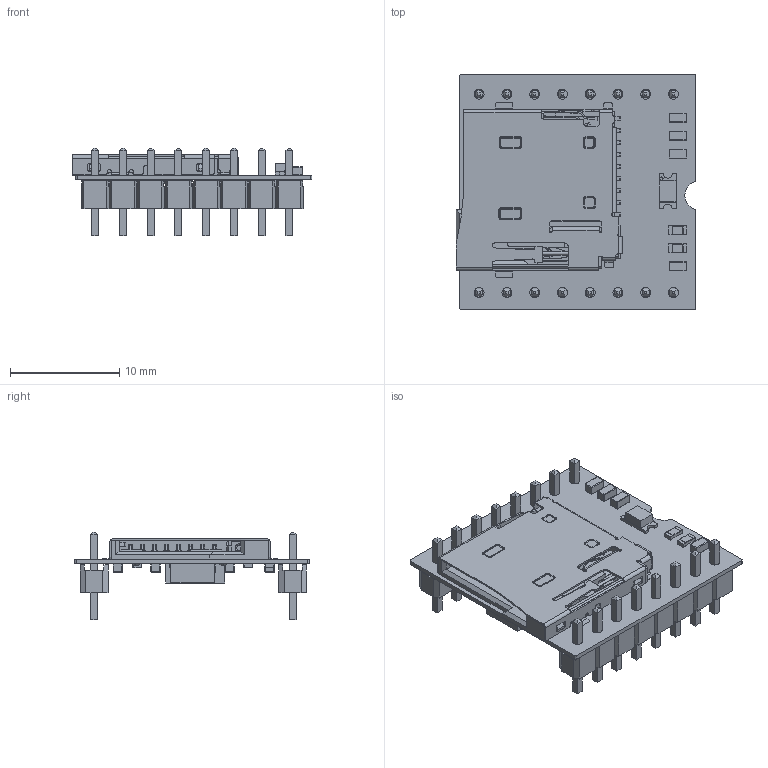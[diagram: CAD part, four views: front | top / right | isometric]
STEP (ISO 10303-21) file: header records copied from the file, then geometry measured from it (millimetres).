
FILE_DESCRIPTION(('STEP AP203'), '1');
FILE_NAME('MP3-TF-16P', '2023-11-30T06:05:36', (''), (''), 'ASCON STEP Converter 1.3', 'ASCON Math Kernel', '');
FILE_SCHEMA(('CONFIG_CONTROL_DESIGN'));
Length unit declared in the file: millimetre
Products named in the file (49): 1; 2; 3; 4; 5; 6; 7; 8; 9; 10; 11; 12; 13; 14; 15; 16; 17; 18; 19; 20; 21; 22; 23; 24; 25; 26; 27; 28; 29; 30; 31; 32; 33; 34; 35; 36; 37; 38; 39; 40 ...
Assembly tree (80 placements, depth 4):
  1
    2
      3
    4
      5
    6
      3
    7
      5
    8
      5
    9
      10
    11
      3
    12
      3
    13
      3
    14
      3
    15
      5
    16
      3
    17
      3
    18
    19
      5
    20
      21  x2
      22  x2
      23  x2
      24  x2
      25  x2
      26  x2
      27  x2
      28  x2
      29  x2
    30
      3
    31
      5
    32
      3
    33
      5
    34
      3
    35
      5
    36
      5
    37
      3
    38
      39
        40
    41
Bounding box: 21.94 x 21.51 x 8.04 mm (x, y, z)
Volume: 580.3 mm3; surface area: 3313.1 mm2
Topology: 48 solids, 80 shells, 2148 faces, 5960 edges, 3796 vertices
Faces by surface type: plane 1502, cylinder 474, sphere 104, torus 48, bspline 15, cone 5
Full cylindrical faces by diameter (mm): 0.299 x1, 0.9 x16, 1 x2
Entity records: 47916 total; most frequent: CARTESIAN_POINT 9064, DIRECTION 7046, ORIENTED_EDGE 6756, EDGE_CURVE 3769, LINE 2876, VECTOR 2876, VERTEX_POINT 2568, AXIS2_PLACEMENT_3D 2085
